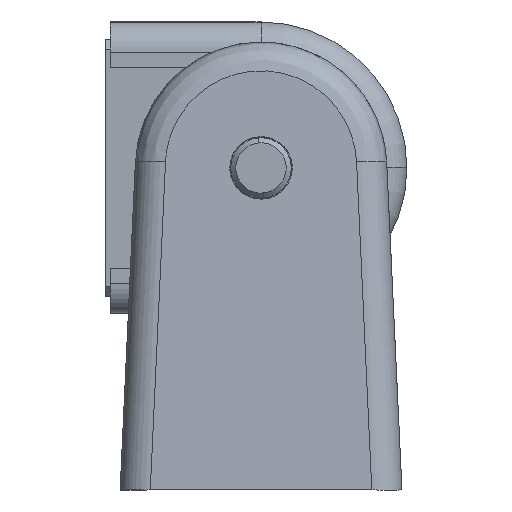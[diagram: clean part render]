
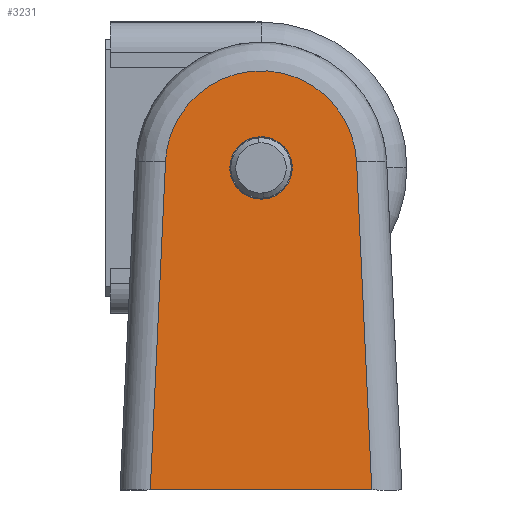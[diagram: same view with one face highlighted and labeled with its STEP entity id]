
A CAD part, front view. The second image highlights one B-rep face of the part: STEP entity #3231.
In plain terms, the highlighted planar face has unit normal (0, -0.999, 0.052).
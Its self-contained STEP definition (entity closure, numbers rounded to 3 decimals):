
#106 = FACE_BOUND ( 'NONE', #8182, .T. ) ;
#694 = VECTOR ( 'NONE', #2436, 1000. ) ;
#727 = ORIENTED_EDGE ( 'NONE', *, *, #2197, .T. ) ;
#760 =( BOUNDED_CURVE ( )  B_SPLINE_CURVE ( 3, ( #2691, #6713, #7333, #6329 ),
 .UNSPECIFIED., .F., .F. ) 
 B_SPLINE_CURVE_WITH_KNOTS ( ( 4, 4 ),
 ( 0., 3.142 ),
 .UNSPECIFIED. ) 
 CURVE ( )  GEOMETRIC_REPRESENTATION_ITEM ( )  RATIONAL_B_SPLINE_CURVE ( ( 1., 0.333, 0.333, 1. ) ) 
 REPRESENTATION_ITEM ( '' )  );
#892 = CARTESIAN_POINT ( 'NONE',  ( 11.004, -79., -46.5 ) ) ;
#920 = CARTESIAN_POINT ( 'NONE',  ( -6.2, -77.16, -11.4 ) ) ;
#933 = VERTEX_POINT ( 'NONE', #4156 ) ;
#1179 = EDGE_CURVE ( 'NONE', #4729, #5681, #2621, .T. ) ;
#1460 = EDGE_CURVE ( 'NONE', #5681, #4198, #7772, .T. ) ;
#1552 = EDGE_CURVE ( 'NONE', #4827, #6783, #6250, .T. ) ;
#1564 = CARTESIAN_POINT ( 'NONE',  ( -6.2, -77.485, -17.6 ) ) ;
#1662 = CARTESIAN_POINT ( 'NONE',  ( 9.49, -77.292, -13.902 ) ) ;
#1679 = CARTESIAN_POINT ( 'NONE',  ( -11.052, -79.054, -47.528 ) ) ;
#1873 = DIRECTION ( 'NONE',  ( 0., 0.999, -0.052 ) ) ;
#2197 = EDGE_CURVE ( 'NONE', #933, #4729, #3554, .T. ) ;
#2325 = VECTOR ( 'NONE', #3670, 1000. ) ;
#2436 = DIRECTION ( 'NONE',  ( -0.046, 0.052, 0.998 ) ) ;
#2621 = LINE ( 'NONE', #6404, #694 ) ;
#2691 = CARTESIAN_POINT ( 'NONE',  ( 0., -77.16, -11.4 ) ) ;
#3125 = CARTESIAN_POINT ( 'NONE',  ( 0., -77.16, -11.4 ) ) ;
#3231 = ADVANCED_FACE ( 'NONE', ( #106, #5057 ), #5768, .F. ) ;
#3437 = EDGE_LOOP ( 'NONE', ( #727, #6502, #7279, #5348 ) ) ;
#3554 = LINE ( 'NONE', #6917, #6987 ) ;
#3670 = DIRECTION ( 'NONE',  ( -0.046, -0.052, -0.998 ) ) ;
#4087 = LINE ( 'NONE', #1679, #2325 ) ;
#4156 = CARTESIAN_POINT ( 'NONE',  ( -11.004, -79., -46.5 ) ) ;
#4198 = VERTEX_POINT ( 'NONE', #7147 ) ;
#4729 = VERTEX_POINT ( 'NONE', #892 ) ;
#4813 = ORIENTED_EDGE ( 'NONE', *, *, #5000, .T. ) ;
#4827 = VERTEX_POINT ( 'NONE', #5680 ) ;
#5000 = EDGE_CURVE ( 'NONE', #6783, #4827, #760, .T. ) ;
#5043 = CARTESIAN_POINT ( 'NONE',  ( 9.49, -77.292, -13.902 ) ) ;
#5057 = FACE_OUTER_BOUND ( 'NONE', #3437, .T. ) ;
#5091 = ORIENTED_EDGE ( 'NONE', *, *, #1552, .T. ) ;
#5335 = EDGE_CURVE ( 'NONE', #4198, #933, #4087, .T. ) ;
#5348 = ORIENTED_EDGE ( 'NONE', *, *, #5335, .T. ) ;
#5456 = CARTESIAN_POINT ( 'NONE',  ( 0., -77.485, -17.6 ) ) ;
#5490 = CARTESIAN_POINT ( 'NONE',  ( -9.49, -77.292, -13.902 ) ) ;
#5680 = CARTESIAN_POINT ( 'NONE',  ( 0., -77.485, -17.6 ) ) ;
#5681 = VERTEX_POINT ( 'NONE', #5043 ) ;
#5732 = CARTESIAN_POINT ( 'NONE',  ( -33.25, -79., -46.5 ) ) ;
#5768 = PLANE ( 'NONE',  #8069 ) ;
#6250 =( BOUNDED_CURVE ( )  B_SPLINE_CURVE ( 3, ( #5456, #1564, #920, #7453 ),
 .UNSPECIFIED., .F., .F. ) 
 B_SPLINE_CURVE_WITH_KNOTS ( ( 4, 4 ),
 ( 3.142, 6.283 ),
 .UNSPECIFIED. ) 
 CURVE ( )  GEOMETRIC_REPRESENTATION_ITEM ( )  RATIONAL_B_SPLINE_CURVE ( ( 1., 0.333, 0.333, 1. ) ) 
 REPRESENTATION_ITEM ( '' )  );
#6329 = CARTESIAN_POINT ( 'NONE',  ( 0., -77.485, -17.6 ) ) ;
#6404 = CARTESIAN_POINT ( 'NONE',  ( 10.909, -78.893, -44.454 ) ) ;
#6423 = DIRECTION ( 'NONE',  ( 0., 0.052, 0.999 ) ) ;
#6502 = ORIENTED_EDGE ( 'NONE', *, *, #1179, .T. ) ;
#6713 = CARTESIAN_POINT ( 'NONE',  ( 6.2, -77.16, -11.4 ) ) ;
#6751 = CARTESIAN_POINT ( 'NONE',  ( -8.684, -76.382, 3.447 ) ) ;
#6782 = CARTESIAN_POINT ( 'NONE',  ( 8.684, -76.382, 3.447 ) ) ;
#6783 = VERTEX_POINT ( 'NONE', #3125 ) ;
#6917 = CARTESIAN_POINT ( 'NONE',  ( -14., -79., -46.5 ) ) ;
#6987 = VECTOR ( 'NONE', #7590, 1000. ) ;
#7147 = CARTESIAN_POINT ( 'NONE',  ( -9.49, -77.292, -13.902 ) ) ;
#7279 = ORIENTED_EDGE ( 'NONE', *, *, #1460, .T. ) ;
#7333 = CARTESIAN_POINT ( 'NONE',  ( 6.2, -77.485, -17.6 ) ) ;
#7453 = CARTESIAN_POINT ( 'NONE',  ( 0., -77.16, -11.4 ) ) ;
#7590 = DIRECTION ( 'NONE',  ( 1., 0., 0. ) ) ;
#7772 =( BOUNDED_CURVE ( )  B_SPLINE_CURVE ( 3, ( #1662, #6782, #6751, #5490 ),
 .UNSPECIFIED., .F., .F. ) 
 B_SPLINE_CURVE_WITH_KNOTS ( ( 4, 4 ),
 ( 1.617, 4.666 ),
 .UNSPECIFIED. ) 
 CURVE ( )  GEOMETRIC_REPRESENTATION_ITEM ( )  RATIONAL_B_SPLINE_CURVE ( ( 1., 0.364, 0.364, 1. ) ) 
 REPRESENTATION_ITEM ( '' )  );
#8069 = AXIS2_PLACEMENT_3D ( 'NONE', #5732, #1873, #6423 ) ;
#8182 = EDGE_LOOP ( 'NONE', ( #4813, #5091 ) ) ;
